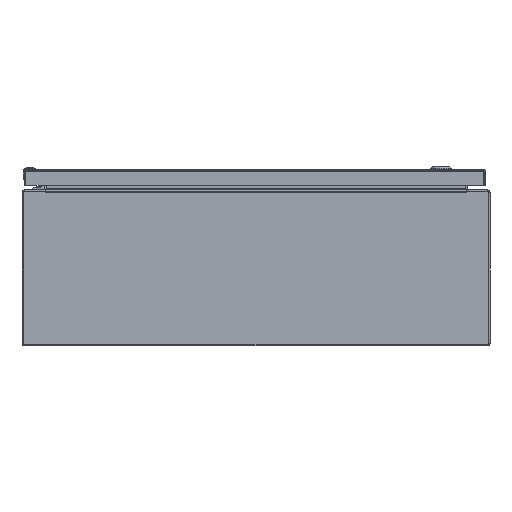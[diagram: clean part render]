
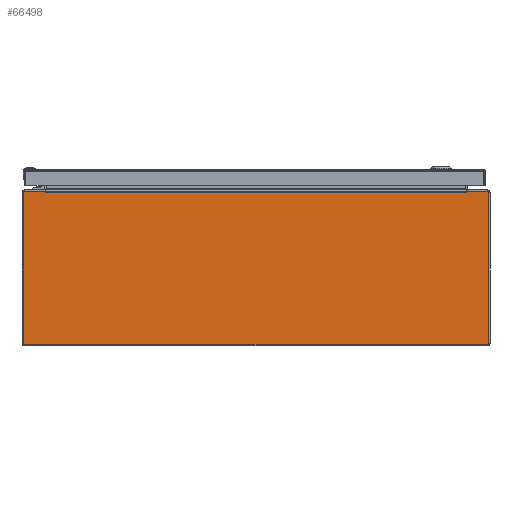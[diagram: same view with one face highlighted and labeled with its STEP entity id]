
A CAD part, front view. The second image highlights one B-rep face of the part: STEP entity #66498.
In plain terms, the highlighted planar face has unit normal (0, -1, 0).
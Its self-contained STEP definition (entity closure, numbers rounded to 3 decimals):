
#426 = CIRCLE ( 'NONE', #2457, 0.08 ) ;
#648 = VECTOR ( 'NONE', #90304, 39.37 ) ;
#2457 = AXIS2_PLACEMENT_3D ( 'NONE', #94856, #33796, #64005 ) ;
#3929 = ORIENTED_EDGE ( 'NONE', *, *, #42684, .F. ) ;
#4027 = CARTESIAN_POINT ( 'NONE',  ( -11.857, -22., 3.857 ) ) ;
#6868 = ORIENTED_EDGE ( 'NONE', *, *, #25791, .T. ) ;
#9634 = VECTOR ( 'NONE', #39897, 39.37 ) ;
#12102 = VERTEX_POINT ( 'NONE', #87953 ) ;
#13295 = VERTEX_POINT ( 'NONE', #66127 ) ;
#14073 = PLANE ( 'NONE',  #33684 ) ;
#15373 = CARTESIAN_POINT ( 'NONE',  ( 0., -22., 0. ) ) ;
#16379 = ORIENTED_EDGE ( 'NONE', *, *, #22974, .T. ) ;
#16949 = CARTESIAN_POINT ( 'NONE',  ( 11.857, -22., -3.937 ) ) ;
#17565 = EDGE_CURVE ( 'NONE', #109941, #125533, #426, .T. ) ;
#18062 = EDGE_CURVE ( 'NONE', #42304, #30731, #96631, .T. ) ;
#18374 = CARTESIAN_POINT ( 'NONE',  ( -10.814, -22., 3.855 ) ) ;
#18493 = CARTESIAN_POINT ( 'NONE',  ( 10.814, -22., 3.855 ) ) ;
#18904 = LINE ( 'NONE', #89789, #9634 ) ;
#22974 = EDGE_CURVE ( 'NONE', #68257, #121156, #67431, .T. ) ;
#24088 = CARTESIAN_POINT ( 'NONE',  ( 0., -22., 3.937 ) ) ;
#24200 = ORIENTED_EDGE ( 'NONE', *, *, #85031, .F. ) ;
#25277 = VERTEX_POINT ( 'NONE', #129377 ) ;
#25791 = EDGE_CURVE ( 'NONE', #12102, #42304, #69931, .T. ) ;
#26435 = ORIENTED_EDGE ( 'NONE', *, *, #61226, .F. ) ;
#26721 = ORIENTED_EDGE ( 'NONE', *, *, #83489, .T. ) ;
#26965 = DIRECTION ( 'NONE',  ( 0., 0., -1. ) ) ;
#27525 = CARTESIAN_POINT ( 'NONE',  ( -11.937, -22., -3.857 ) ) ;
#27849 = VECTOR ( 'NONE', #104184, 39.37 ) ;
#28452 = EDGE_LOOP ( 'NONE', ( #24200, #26435, #49899, #29274, #74354, #129000, #3929, #125160, #97222, #16379, #35590, #6868, #46347, #26721 ) ) ;
#28878 = VECTOR ( 'NONE', #97529, 39.37 ) ;
#29274 = ORIENTED_EDGE ( 'NONE', *, *, #17565, .F. ) ;
#29700 = CARTESIAN_POINT ( 'NONE',  ( 0., -22., -3.937 ) ) ;
#29945 = CARTESIAN_POINT ( 'NONE',  ( 10.828, -22., 3.937 ) ) ;
#30050 = CARTESIAN_POINT ( 'NONE',  ( -10.814, -22., 3.855 ) ) ;
#30097 = VERTEX_POINT ( 'NONE', #79772 ) ;
#30731 = VERTEX_POINT ( 'NONE', #30050 ) ;
#33684 = AXIS2_PLACEMENT_3D ( 'NONE', #15373, #57188, #88039 ) ;
#33796 = DIRECTION ( 'NONE',  ( 0., 1., 0. ) ) ;
#34109 = EDGE_CURVE ( 'NONE', #25277, #70193, #56973, .T. ) ;
#34696 = DIRECTION ( 'NONE',  ( -1., 0., 0. ) ) ;
#35590 = ORIENTED_EDGE ( 'NONE', *, *, #103655, .T. ) ;
#35863 = VECTOR ( 'NONE', #126792, 39.37 ) ;
#39897 = DIRECTION ( 'NONE',  ( 0., 0., 1. ) ) ;
#39925 = VERTEX_POINT ( 'NONE', #127930 ) ;
#42304 = VERTEX_POINT ( 'NONE', #91250 ) ;
#42684 = EDGE_CURVE ( 'NONE', #13295, #25277, #50272, .T. ) ;
#44191 = CARTESIAN_POINT ( 'NONE',  ( -11.857, -22., -3.937 ) ) ;
#46230 = DIRECTION ( 'NONE',  ( 1., 0., 0. ) ) ;
#46347 = ORIENTED_EDGE ( 'NONE', *, *, #18062, .T. ) ;
#46748 = CARTESIAN_POINT ( 'NONE',  ( 0., -22., 3.855 ) ) ;
#46773 = VECTOR ( 'NONE', #34696, 39.37 ) ;
#47906 = VERTEX_POINT ( 'NONE', #114279 ) ;
#48117 = LINE ( 'NONE', #29700, #106473 ) ;
#49899 = ORIENTED_EDGE ( 'NONE', *, *, #108854, .F. ) ;
#50272 = LINE ( 'NONE', #69336, #648 ) ;
#52734 = AXIS2_PLACEMENT_3D ( 'NONE', #88537, #78677, #79324 ) ;
#56071 = CARTESIAN_POINT ( 'NONE',  ( 0., -22., 3.937 ) ) ;
#56973 = CIRCLE ( 'NONE', #52734, 0.08 ) ;
#57188 = DIRECTION ( 'NONE',  ( 0., -1., 0. ) ) ;
#57490 = CARTESIAN_POINT ( 'NONE',  ( 0., -22., 3.855 ) ) ;
#58425 = DIRECTION ( 'NONE',  ( -0.174, 0., 0.985 ) ) ;
#59043 = VECTOR ( 'NONE', #107450, 39.37 ) ;
#61124 = AXIS2_PLACEMENT_3D ( 'NONE', #86428, #126445, #79165 ) ;
#61226 = EDGE_CURVE ( 'NONE', #114394, #39925, #79555, .T. ) ;
#64005 = DIRECTION ( 'NONE',  ( 0., 0., -1. ) ) ;
#66127 = CARTESIAN_POINT ( 'NONE',  ( 11.937, -22., 3.857 ) ) ;
#66498 = ADVANCED_FACE ( 'NONE', ( #124994 ), #14073, .T. ) ;
#67416 = CIRCLE ( 'NONE', #61124, 0.08 ) ;
#67431 = LINE ( 'NONE', #128446, #59043 ) ;
#68257 = VERTEX_POINT ( 'NONE', #29945 ) ;
#69336 = CARTESIAN_POINT ( 'NONE',  ( 11.937, -22., 0. ) ) ;
#69931 = LINE ( 'NONE', #57490, #28878 ) ;
#70193 = VERTEX_POINT ( 'NONE', #16949 ) ;
#71511 = VECTOR ( 'NONE', #58425, 39.37 ) ;
#74354 = ORIENTED_EDGE ( 'NONE', *, *, #129969, .F. ) ;
#78677 = DIRECTION ( 'NONE',  ( 0., 1., 0. ) ) ;
#79165 = DIRECTION ( 'NONE',  ( 0., 0., -1. ) ) ;
#79324 = DIRECTION ( 'NONE',  ( 0., 0., -1. ) ) ;
#79555 = CIRCLE ( 'NONE', #127515, 0.08 ) ;
#79772 = CARTESIAN_POINT ( 'NONE',  ( -10.828, -22., 3.937 ) ) ;
#82562 = CARTESIAN_POINT ( 'NONE',  ( -11.937, -22., 3.857 ) ) ;
#83489 = EDGE_CURVE ( 'NONE', #30731, #30097, #108278, .T. ) ;
#84626 = EDGE_CURVE ( 'NONE', #47906, #13295, #67416, .T. ) ;
#85031 = EDGE_CURVE ( 'NONE', #39925, #30097, #98697, .T. ) ;
#86428 = CARTESIAN_POINT ( 'NONE',  ( 11.857, -22., 3.857 ) ) ;
#87038 = EDGE_CURVE ( 'NONE', #68257, #47906, #125180, .T. ) ;
#87953 = CARTESIAN_POINT ( 'NONE',  ( 10.798, -22., 3.855 ) ) ;
#88039 = DIRECTION ( 'NONE',  ( 0., 0., -1. ) ) ;
#88537 = CARTESIAN_POINT ( 'NONE',  ( 11.857, -22., -3.857 ) ) ;
#89789 = CARTESIAN_POINT ( 'NONE',  ( -11.937, -22., 0. ) ) ;
#90304 = DIRECTION ( 'NONE',  ( 0., 0., -1. ) ) ;
#90458 = VECTOR ( 'NONE', #46230, 39.37 ) ;
#91250 = CARTESIAN_POINT ( 'NONE',  ( -10.798, -22., 3.855 ) ) ;
#94856 = CARTESIAN_POINT ( 'NONE',  ( -11.857, -22., -3.857 ) ) ;
#96631 = LINE ( 'NONE', #46748, #35863 ) ;
#97222 = ORIENTED_EDGE ( 'NONE', *, *, #87038, .F. ) ;
#97529 = DIRECTION ( 'NONE',  ( -1., 0., 0. ) ) ;
#98697 = LINE ( 'NONE', #56071, #90458 ) ;
#103655 = EDGE_CURVE ( 'NONE', #121156, #12102, #122026, .T. ) ;
#104184 = DIRECTION ( 'NONE',  ( 1., 0., 0. ) ) ;
#106473 = VECTOR ( 'NONE', #128199, 39.37 ) ;
#107450 = DIRECTION ( 'NONE',  ( -0.174, 0., -0.985 ) ) ;
#108278 = LINE ( 'NONE', #18374, #71511 ) ;
#108854 = EDGE_CURVE ( 'NONE', #125533, #114394, #18904, .T. ) ;
#109941 = VERTEX_POINT ( 'NONE', #44191 ) ;
#114131 = CARTESIAN_POINT ( 'NONE',  ( 10.806, -22., 3.855 ) ) ;
#114279 = CARTESIAN_POINT ( 'NONE',  ( 11.857, -22., 3.937 ) ) ;
#114394 = VERTEX_POINT ( 'NONE', #82562 ) ;
#121156 = VERTEX_POINT ( 'NONE', #18493 ) ;
#122026 = LINE ( 'NONE', #114131, #46773 ) ;
#124179 = DIRECTION ( 'NONE',  ( 0., 1., 0. ) ) ;
#124994 = FACE_OUTER_BOUND ( 'NONE', #28452, .T. ) ;
#125160 = ORIENTED_EDGE ( 'NONE', *, *, #84626, .F. ) ;
#125180 = LINE ( 'NONE', #24088, #27849 ) ;
#125533 = VERTEX_POINT ( 'NONE', #27525 ) ;
#126445 = DIRECTION ( 'NONE',  ( 0., 1., 0. ) ) ;
#126792 = DIRECTION ( 'NONE',  ( -1., 0., 0. ) ) ;
#127515 = AXIS2_PLACEMENT_3D ( 'NONE', #4027, #124179, #26965 ) ;
#127930 = CARTESIAN_POINT ( 'NONE',  ( -11.857, -22., 3.937 ) ) ;
#128199 = DIRECTION ( 'NONE',  ( -1., 0., 0. ) ) ;
#128446 = CARTESIAN_POINT ( 'NONE',  ( 10.828, -22., 3.937 ) ) ;
#129000 = ORIENTED_EDGE ( 'NONE', *, *, #34109, .F. ) ;
#129377 = CARTESIAN_POINT ( 'NONE',  ( 11.937, -22., -3.857 ) ) ;
#129969 = EDGE_CURVE ( 'NONE', #70193, #109941, #48117, .T. ) ;
